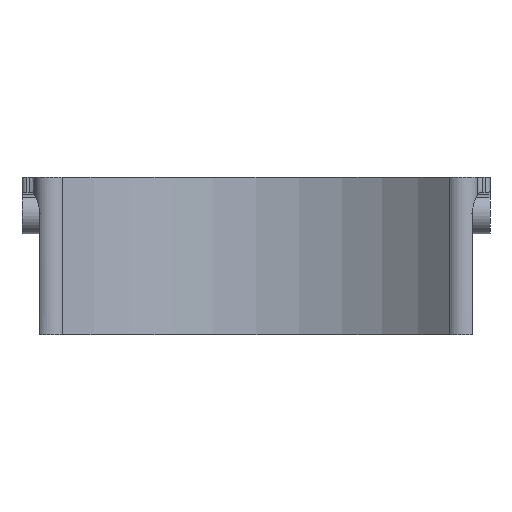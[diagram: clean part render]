
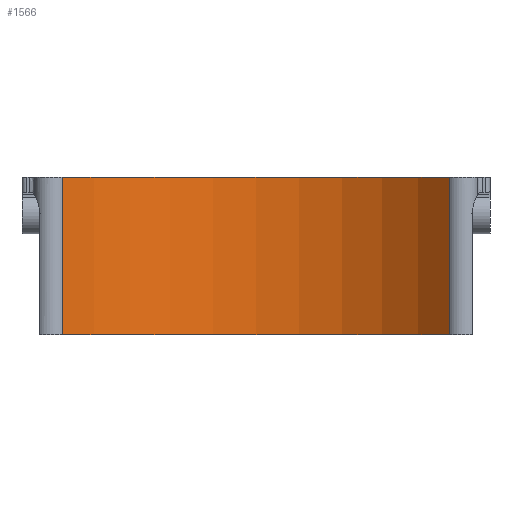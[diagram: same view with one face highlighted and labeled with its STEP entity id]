
A CAD part, front view. The second image highlights one B-rep face of the part: STEP entity #1566.
In plain terms, the highlighted cylindrical face has radius 32.5 mm (diameter 65 mm), a partial arc.
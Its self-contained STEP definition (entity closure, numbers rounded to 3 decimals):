
#66=CYLINDRICAL_SURFACE('',#1711,32.5);
#81=CIRCLE('',#1621,32.5);
#106=CIRCLE('',#1692,32.5);
#192=FACE_OUTER_BOUND('',#277,.T.);
#277=EDGE_LOOP('',(#1433,#1434,#1435,#1436));
#366=LINE('',#2418,#529);
#426=LINE('',#2728,#589);
#529=VECTOR('',#1870,10.);
#589=VECTOR('',#2070,10.);
#688=VERTEX_POINT('',#2337);
#689=VERTEX_POINT('',#2339);
#697=VERTEX_POINT('',#2417);
#747=VERTEX_POINT('',#2724);
#857=EDGE_CURVE('',#688,#689,#81,.T.);
#867=EDGE_CURVE('',#689,#697,#366,.T.);
#962=EDGE_CURVE('',#747,#697,#106,.T.);
#963=EDGE_CURVE('',#688,#747,#426,.T.);
#1433=ORIENTED_EDGE('',*,*,#963,.T.);
#1434=ORIENTED_EDGE('',*,*,#962,.T.);
#1435=ORIENTED_EDGE('',*,*,#867,.F.);
#1436=ORIENTED_EDGE('',*,*,#857,.F.);
#1566=ADVANCED_FACE('',(#192),#66,.F.);
#1621=AXIS2_PLACEMENT_3D('',#2340,#1860,#1861);
#1692=AXIS2_PLACEMENT_3D('',#2726,#2066,#2067);
#1711=AXIS2_PLACEMENT_3D('',#2768,#2119,#2120);
#1860=DIRECTION('center_axis',(0.,0.,-1.));
#1861=DIRECTION('ref_axis',(-1.,0.,0.));
#1870=DIRECTION('',(0.,0.,-1.));
#2066=DIRECTION('center_axis',(0.,0.,-1.));
#2067=DIRECTION('ref_axis',(-0.739,-0.674,0.));
#2070=DIRECTION('',(0.,0.,-1.));
#2119=DIRECTION('center_axis',(0.,0.,1.));
#2120=DIRECTION('ref_axis',(-1.,0.,0.));
#2337=CARTESIAN_POINT('',(-24.022,-56.209,1.5));
#2339=CARTESIAN_POINT('',(24.022,-56.209,1.5));
#2340=CARTESIAN_POINT('Origin',(0.,-78.1,1.5));
#2417=CARTESIAN_POINT('',(24.022,-56.209,-18.));
#2418=CARTESIAN_POINT('',(24.022,-56.209,0.));
#2724=CARTESIAN_POINT('',(-24.022,-56.209,-18.));
#2726=CARTESIAN_POINT('Origin',(0.,-78.1,-18.));
#2728=CARTESIAN_POINT('',(-24.022,-56.209,0.));
#2768=CARTESIAN_POINT('Origin',(0.,-78.1,0.));
